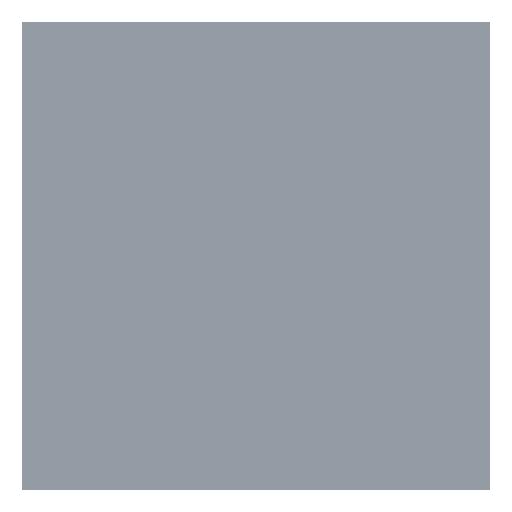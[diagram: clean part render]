
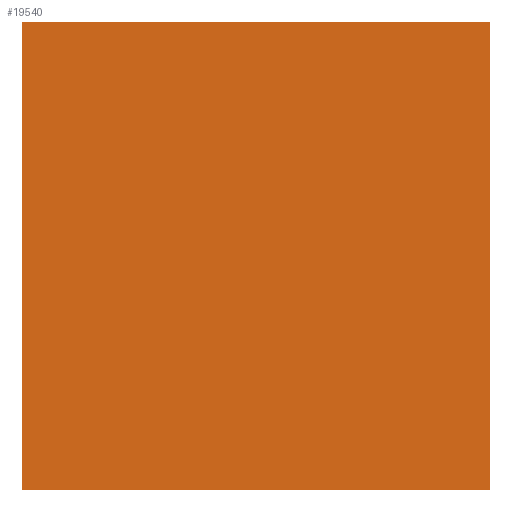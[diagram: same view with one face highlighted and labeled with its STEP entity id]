
A CAD part, top view. The second image highlights one B-rep face of the part: STEP entity #19540.
In plain terms, the highlighted planar face has unit normal (0, 0, 1).
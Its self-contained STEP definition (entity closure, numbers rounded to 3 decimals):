
#24 = VERTEX_POINT('',#25);
#25 = CARTESIAN_POINT('',(-21.15,21.15,0.43));
#31 = EDGE_CURVE('',#24,#32,#34,.T.);
#32 = VERTEX_POINT('',#33);
#33 = CARTESIAN_POINT('',(21.15,21.15,0.43));
#34 = LINE('',#35,#36);
#35 = CARTESIAN_POINT('',(-21.15,21.15,0.43));
#36 = VECTOR('',#37,1.);
#37 = DIRECTION('',(1.,0.,0.));
#64 = VERTEX_POINT('',#65);
#65 = CARTESIAN_POINT('',(-21.15,-21.15,0.43));
#71 = EDGE_CURVE('',#64,#24,#72,.T.);
#72 = LINE('',#73,#74);
#73 = CARTESIAN_POINT('',(-21.15,-21.15,0.43));
#74 = VECTOR('',#75,1.);
#75 = DIRECTION('',(0.,1.,0.));
#93 = EDGE_CURVE('',#32,#94,#96,.T.);
#94 = VERTEX_POINT('',#95);
#95 = CARTESIAN_POINT('',(21.15,-21.15,0.43));
#96 = LINE('',#97,#98);
#97 = CARTESIAN_POINT('',(21.15,21.15,0.43));
#98 = VECTOR('',#99,1.);
#99 = DIRECTION('',(0.,-1.,0.));
#19540 = ADVANCED_FACE('',(#19541),#19552,.T.);
#19541 = FACE_BOUND('',#19542,.F.);
#19542 = EDGE_LOOP('',(#19543,#19544,#19545,#19551));
#19543 = ORIENTED_EDGE('',*,*,#31,.T.);
#19544 = ORIENTED_EDGE('',*,*,#93,.T.);
#19545 = ORIENTED_EDGE('',*,*,#19546,.T.);
#19546 = EDGE_CURVE('',#94,#64,#19547,.T.);
#19547 = LINE('',#19548,#19549);
#19548 = CARTESIAN_POINT('',(21.15,-21.15,0.43));
#19549 = VECTOR('',#19550,1.);
#19550 = DIRECTION('',(-1.,0.,0.));
#19551 = ORIENTED_EDGE('',*,*,#71,.T.);
#19552 = PLANE('',#19553);
#19553 = AXIS2_PLACEMENT_3D('',#19554,#19555,#19556);
#19554 = CARTESIAN_POINT('',(0.,0.,0.43));
#19555 = DIRECTION('',(0.,0.,1.));
#19556 = DIRECTION('',(1.,0.,0.));
